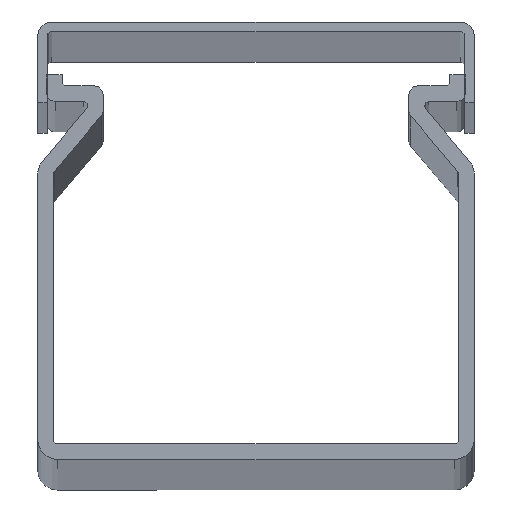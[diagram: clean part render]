
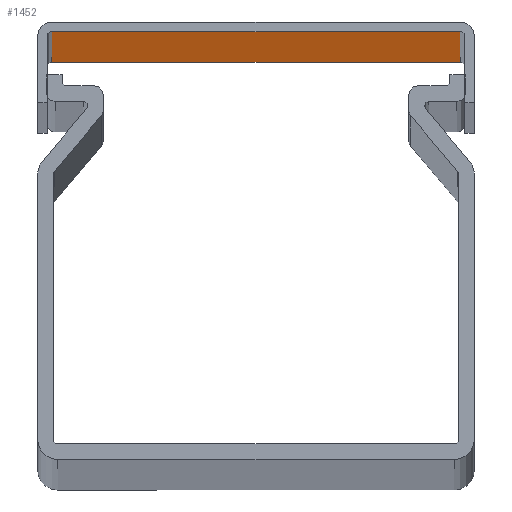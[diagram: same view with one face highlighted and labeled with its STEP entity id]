
A CAD part, top view. The second image highlights one B-rep face of the part: STEP entity #1452.
In plain terms, the highlighted planar face has unit normal (0, -1, 0).
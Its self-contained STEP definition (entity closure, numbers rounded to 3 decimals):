
#171 = VECTOR ( 'NONE', #1348, 1000. ) ;
#216 = VERTEX_POINT ( 'NONE', #2198 ) ;
#232 = EDGE_CURVE ( 'NONE', #1672, #397, #688, .T. ) ;
#323 = ORIENTED_EDGE ( 'NONE', *, *, #1761, .F. ) ;
#372 = PLANE ( 'NONE',  #1007 ) ;
#375 = CARTESIAN_POINT ( 'NONE',  ( 88.092, 102.908, 0. ) ) ;
#397 = VERTEX_POINT ( 'NONE', #1557 ) ;
#558 = VECTOR ( 'NONE', #2407, 1000. ) ;
#630 = LINE ( 'NONE', #1134, #171 ) ;
#688 = LINE ( 'NONE', #1523, #2359 ) ;
#715 = VERTEX_POINT ( 'NONE', #1042 ) ;
#1007 = AXIS2_PLACEMENT_3D ( 'NONE', #375, #2495, #1514 ) ;
#1042 = CARTESIAN_POINT ( 'NONE',  ( 41.292, 102.908, -1500. ) ) ;
#1106 = DIRECTION ( 'NONE',  ( 0., 0., 1. ) ) ;
#1134 = CARTESIAN_POINT ( 'NONE',  ( 88.092, 102.908, -1500. ) ) ;
#1154 = ORIENTED_EDGE ( 'NONE', *, *, #232, .T. ) ;
#1305 = DIRECTION ( 'NONE',  ( 0., 0., -1. ) ) ;
#1348 = DIRECTION ( 'NONE',  ( -1., 0., 0. ) ) ;
#1395 = CARTESIAN_POINT ( 'NONE',  ( 88.092, 102.908, -1500. ) ) ;
#1452 = ADVANCED_FACE ( 'NONE', ( #1527 ), #372, .T. ) ;
#1514 = DIRECTION ( 'NONE',  ( 0., 0., -1. ) ) ;
#1523 = CARTESIAN_POINT ( 'NONE',  ( 88.092, 102.908, 0. ) ) ;
#1527 = FACE_OUTER_BOUND ( 'NONE', #2298, .T. ) ;
#1557 = CARTESIAN_POINT ( 'NONE',  ( 88.092, 102.908, 500. ) ) ;
#1564 = LINE ( 'NONE', #1688, #2118 ) ;
#1672 = VERTEX_POINT ( 'NONE', #1395 ) ;
#1688 = CARTESIAN_POINT ( 'NONE',  ( 41.292, 102.908, 0. ) ) ;
#1761 = EDGE_CURVE ( 'NONE', #216, #397, #2637, .T. ) ;
#1795 = EDGE_CURVE ( 'NONE', #1672, #715, #630, .T. ) ;
#1904 = ORIENTED_EDGE ( 'NONE', *, *, #1795, .F. ) ;
#1934 = ORIENTED_EDGE ( 'NONE', *, *, #2006, .T. ) ;
#2006 = EDGE_CURVE ( 'NONE', #216, #715, #1564, .T. ) ;
#2118 = VECTOR ( 'NONE', #1305, 1000. ) ;
#2198 = CARTESIAN_POINT ( 'NONE',  ( 41.292, 102.908, 500. ) ) ;
#2298 = EDGE_LOOP ( 'NONE', ( #323, #1934, #1904, #1154 ) ) ;
#2359 = VECTOR ( 'NONE', #1106, 1000. ) ;
#2407 = DIRECTION ( 'NONE',  ( 1., 0., 0. ) ) ;
#2495 = DIRECTION ( 'NONE',  ( 0., -1., 0. ) ) ;
#2517 = CARTESIAN_POINT ( 'NONE',  ( 0., 102.908, 500. ) ) ;
#2637 = LINE ( 'NONE', #2517, #558 ) ;
